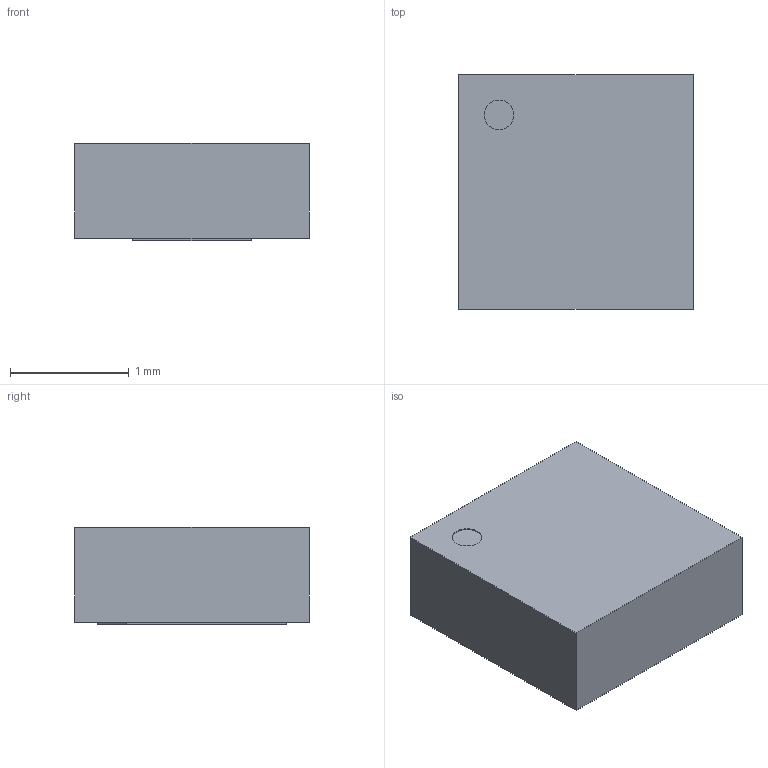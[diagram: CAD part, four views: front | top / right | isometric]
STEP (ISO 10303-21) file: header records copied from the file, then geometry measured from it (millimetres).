
FILE_DESCRIPTION(/* description */ ('model of WSON-6-1EP_2x2mm_P0.65mm_EP1x1.6mm'),/* implementation_level */ '2;1');
FILE_NAME(/* name */ '',/* time_stamp */ '2026-01-14T22:10:30+08:00',/* author */ (''),/* organization */ (''),/* preprocessor_version */ 'ST-DEVELOPER v20.1',/* originating_system */ 'Autodesk Translation Framework v14.21.0.0',/* authorisation */ '');
FILE_SCHEMA (('AUTOMOTIVE_DESIGN { 1 0 10303 214 3 1 1 }'));
Length unit declared in the file: millimetre
Products named in the file (1): WSON_6_1EP_2x2mm_P065mm_EP1x16mm
Bounding box: 1.98 x 1.98 x 0.82 mm (x, y, z)
Volume: 3.2 mm3; surface area: 14.3 mm2
Topology: 1 solids, 1 shells, 14 faces, 30 edges, 20 vertices
Faces by surface type: plane 13, cylinder 1
Full cylindrical faces by diameter (mm): 0.25 x1
Entity records: 444 total; most frequent: CARTESIAN_POINT 65, DIRECTION 62, ORIENTED_EDGE 60, EDGE_CURVE 30, LINE 28, VECTOR 28, VERTEX_POINT 20, AXIS2_PLACEMENT_3D 17
